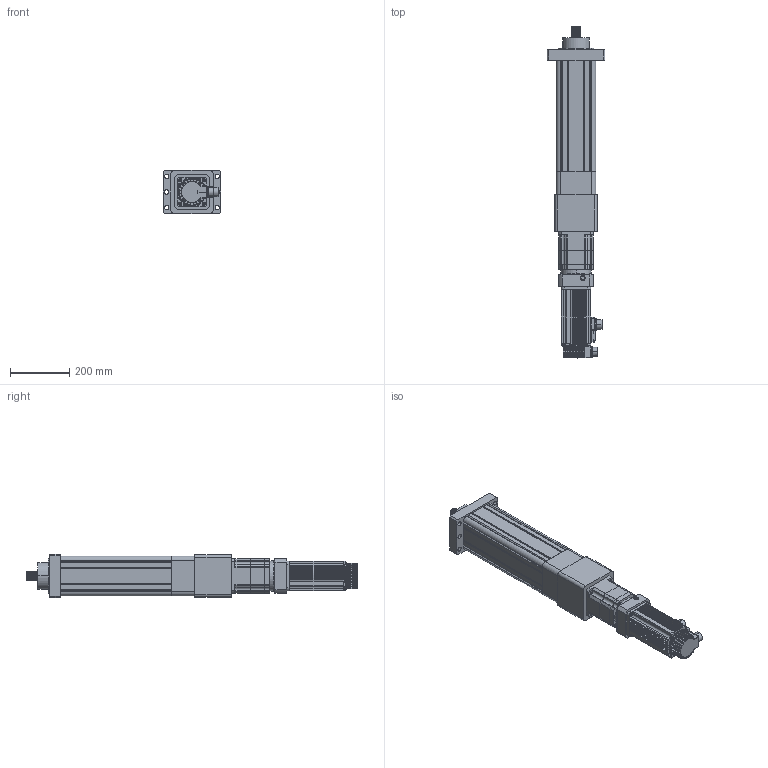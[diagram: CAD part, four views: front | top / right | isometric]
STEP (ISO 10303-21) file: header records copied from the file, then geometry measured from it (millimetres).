
FILE_DESCRIPTION (( 'STEP AP203' ), '1' );
FILE_NAME ('RLA134-10QF-51KN-L200-25mm-s.STEP', '2025-01-17T09:46:53', ( '微软用户' ), ( '微软中国' ), 'SwSTEP 2.0', 'SolidWorks 2022', '' );
FILE_SCHEMA (( 'CONFIG_CONTROL_DESIGN' ));
Length unit declared in the file: millimetre
Products named in the file (4): 134缸行程200直连前法兰安装; 1.5KW-3000带刹车; PGH115-L2-22-95-115-M8-A32; RLA134-10QF-51KN-L200-25mm-s
Assembly tree (3 placements, depth 2):
  RLA134-10QF-51KN-L200-25mm-s
    134缸行程200直连前法兰安装
    PGH115-L2-22-95-115-M8-A32
    1.5KW-3000带刹车
Bounding box: 195 x 1117 x 145 mm (x, y, z)
Volume: 8940684.5 mm3; surface area: 1231380.4 mm2
Topology: 22 solids, 44 shells, 2069 faces, 5519 edges, 3398 vertices
Faces by surface type: bspline 1226, cylinder 410, plane 331, cone 66, torus 36
Entity records: 81973 total; most frequent: CARTESIAN_POINT 42853, ORIENTED_EDGE 10336, EDGE_CURVE 5410, DIRECTION 4683, VERTEX_POINT 3406, EDGE_LOOP 2310, FACE_OUTER_BOUND 2071, ADVANCED_FACE 2069
